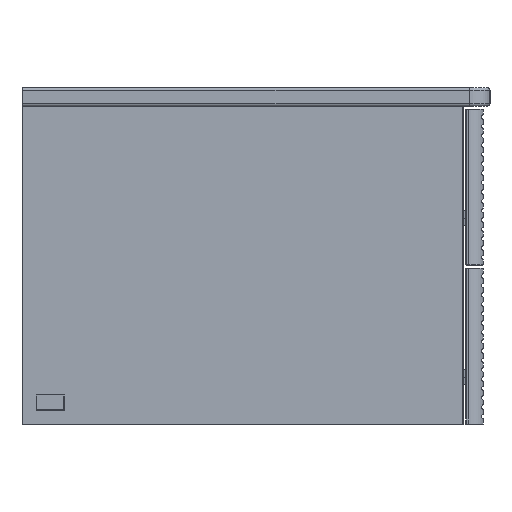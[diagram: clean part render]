
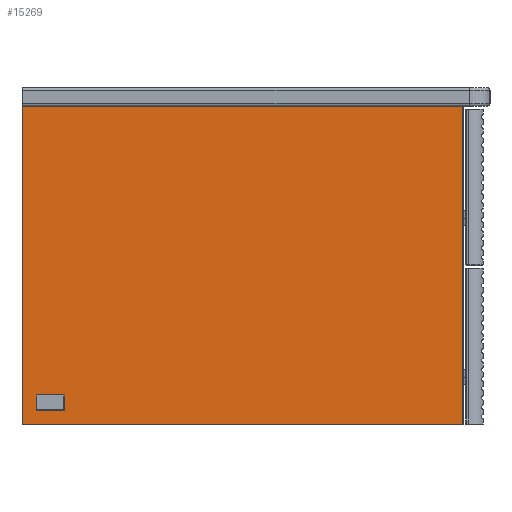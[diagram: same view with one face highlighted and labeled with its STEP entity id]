
A CAD part, left-side view. The second image highlights one B-rep face of the part: STEP entity #15269.
In plain terms, the highlighted planar face has unit normal (-1, 0, 0).
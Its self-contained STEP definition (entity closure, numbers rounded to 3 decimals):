
#15118=CARTESIAN_POINT('',(69082.181,-3644.953,170.0));
#15119=VERTEX_POINT('',#15118);
#15126=CARTESIAN_POINT('',(69082.181,-3644.953,-170.0));
#15127=VERTEX_POINT('',#15126);
#15128=CARTESIAN_POINT('',(69082.181,-3644.953,170.0));
#15129=DIRECTION('',(0.0,0.0,-1.0));
#15130=VECTOR('',#15129,340.0);
#15131=LINE('',#15128,#15130);
#15132=EDGE_CURVE('',#15119,#15127,#15131,.T.);
#15188=CARTESIAN_POINT('',(69082.181,-3173.953,-170.0));
#15189=VERTEX_POINT('',#15188);
#15190=CARTESIAN_POINT('',(69082.181,-3173.953,-170.0));
#15191=DIRECTION('',(0.0,-1.0,0.0));
#15192=VECTOR('',#15191,471.);
#15193=LINE('',#15190,#15192);
#15194=EDGE_CURVE('',#15189,#15127,#15193,.T.);
#15246=CARTESIAN_POINT('',(69082.181,-3409.453,-170.001));
#15247=DIRECTION('',(-1.0,0.0,0.0));
#15248=DIRECTION('',(0.0,0.0,1.0));
#15249=AXIS2_PLACEMENT_3D('',#15246,#15247,#15248);
#15250=PLANE('',#15249);
#15251=ORIENTED_EDGE('',*,*,#15132,.F.);
#15252=CARTESIAN_POINT('',(69082.181,-3173.953,170.0));
#15253=VERTEX_POINT('',#15252);
#15254=CARTESIAN_POINT('',(69082.181,-3173.953,170.0));
#15255=DIRECTION('',(0.0,-1.0,0.0));
#15256=VECTOR('',#15255,471.);
#15257=LINE('',#15254,#15256);
#15258=EDGE_CURVE('',#15253,#15119,#15257,.T.);
#15259=ORIENTED_EDGE('',*,*,#15258,.F.);
#15260=CARTESIAN_POINT('',(69082.181,-3173.953,-170.0));
#15261=DIRECTION('',(0.0,0.0,1.0));
#15262=VECTOR('',#15261,340.0);
#15263=LINE('',#15260,#15262);
#15264=EDGE_CURVE('',#15189,#15253,#15263,.T.);
#15265=ORIENTED_EDGE('',*,*,#15264,.F.);
#15266=ORIENTED_EDGE('',*,*,#15194,.T.);
#15267=EDGE_LOOP('',(#15251,#15259,#15265,#15266));
#15268=FACE_OUTER_BOUND('',#15267,.T.);
#15269=ADVANCED_FACE('',(#15268),#15250,.T.);
